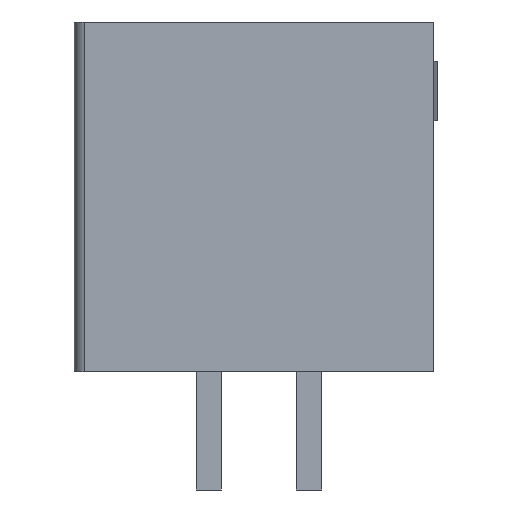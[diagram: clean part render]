
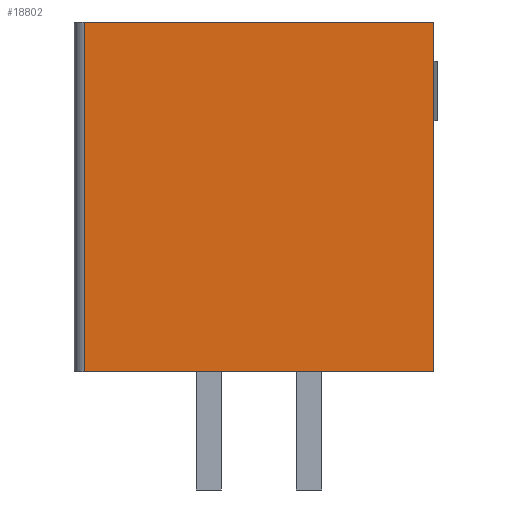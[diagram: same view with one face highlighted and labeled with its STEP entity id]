
A CAD part, left-side view. The second image highlights one B-rep face of the part: STEP entity #18802.
In plain terms, the highlighted planar face has unit normal (-1, 0, 0).
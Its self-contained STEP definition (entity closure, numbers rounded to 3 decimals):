
#51 = VERTEX_POINT('',#52);
#52 = CARTESIAN_POINT('',(-5.1,-3.155,8.85));
#58 = EDGE_CURVE('',#51,#59,#61,.T.);
#59 = VERTEX_POINT('',#60);
#60 = CARTESIAN_POINT('',(-5.1,-3.155,0.));
#61 = LINE('',#62,#63);
#62 = CARTESIAN_POINT('',(-5.1,-3.155,8.85));
#63 = VECTOR('',#64,1.);
#64 = DIRECTION('',(0.,0.,-1.));
#261 = VERTEX_POINT('',#262);
#262 = CARTESIAN_POINT('',(-5.1,5.695,0.));
#268 = EDGE_CURVE('',#269,#261,#271,.T.);
#269 = VERTEX_POINT('',#270);
#270 = CARTESIAN_POINT('',(-5.1,5.695,8.85));
#271 = LINE('',#272,#273);
#272 = CARTESIAN_POINT('',(-5.1,5.695,8.85));
#273 = VECTOR('',#274,1.);
#274 = DIRECTION('',(0.,0.,-1.));
#6874 = EDGE_CURVE('',#261,#59,#6875,.T.);
#6875 = LINE('',#6876,#6877);
#6876 = CARTESIAN_POINT('',(-5.1,5.695,0.));
#6877 = VECTOR('',#6878,1.);
#6878 = DIRECTION('',(0.,-1.,0.));
#18802 = ADVANCED_FACE('',(#18803),#18814,.F.);
#18803 = FACE_BOUND('',#18804,.T.);
#18804 = EDGE_LOOP('',(#18805,#18806,#18807,#18813));
#18805 = ORIENTED_EDGE('',*,*,#6874,.T.);
#18806 = ORIENTED_EDGE('',*,*,#58,.F.);
#18807 = ORIENTED_EDGE('',*,*,#18808,.F.);
#18808 = EDGE_CURVE('',#269,#51,#18809,.T.);
#18809 = LINE('',#18810,#18811);
#18810 = CARTESIAN_POINT('',(-5.1,5.695,8.85));
#18811 = VECTOR('',#18812,1.);
#18812 = DIRECTION('',(0.,-1.,0.));
#18813 = ORIENTED_EDGE('',*,*,#268,.T.);
#18814 = PLANE('',#18815);
#18815 = AXIS2_PLACEMENT_3D('',#18816,#18817,#18818);
#18816 = CARTESIAN_POINT('',(-5.1,5.695,8.85));
#18817 = DIRECTION('',(1.,0.,0.));
#18818 = DIRECTION('',(0.,1.,0.));
